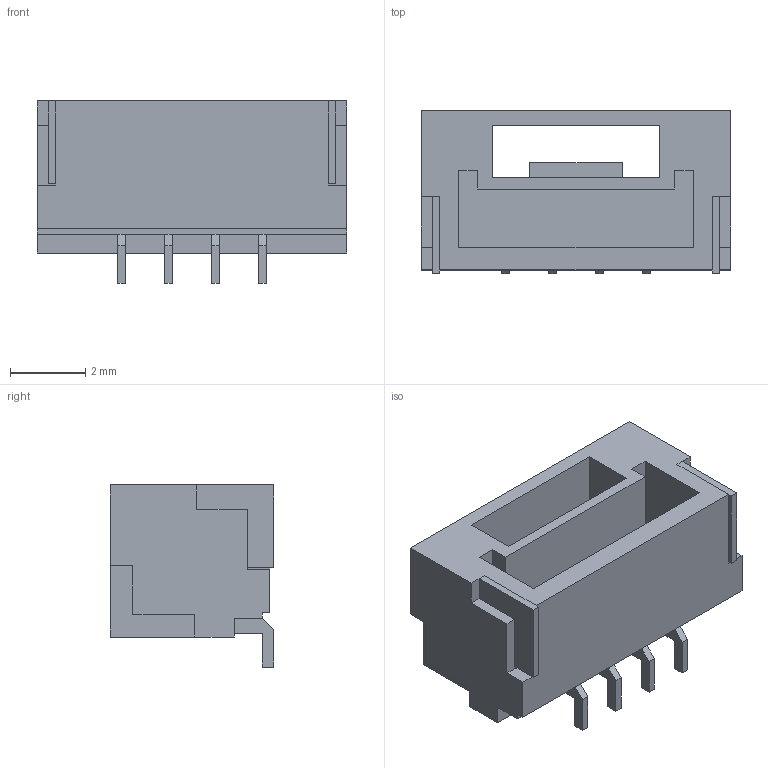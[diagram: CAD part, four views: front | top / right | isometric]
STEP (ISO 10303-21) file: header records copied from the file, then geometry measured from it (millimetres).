
FILE_DESCRIPTION (( 'STEP AP214' ), '1' );
FILE_NAME ('JST SM04B-GHS-TB.STEP', '2015-11-28T06:44:30', ( '' ), ( '' ), 'SwSTEP 2.0', 'SolidWorks 2015', '' );
FILE_SCHEMA (( 'AUTOMOTIVE_DESIGN' ));
Length unit declared in the file: millimetre
Products named in the file (1): JST SM04B-GHS-TB
Bounding box: 8.25 x 4.35 x 4.85 mm (x, y, z)
Volume: 84.2 mm3; surface area: 262.2 mm2
Topology: 1 solids, 1 shells, 90 faces, 246 edges, 160 vertices
Faces by surface type: plane 90
Entity records: 3802 total; most frequent: CARTESIAN_POINT 497, ORIENTED_EDGE 492, DIRECTION 428, VECTOR 246, EDGE_CURVE 246, LINE 246, VERTEX_POINT 160, EDGE_LOOP 94
